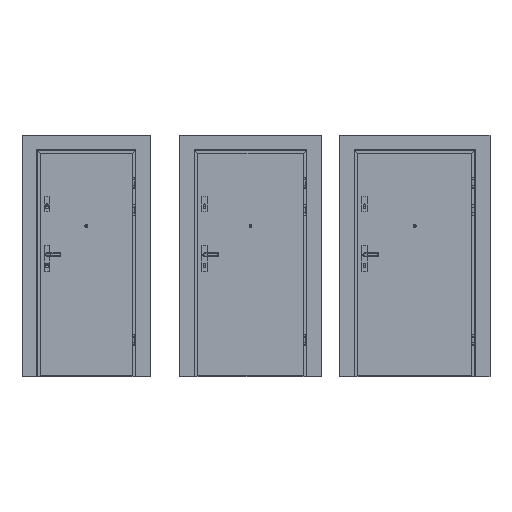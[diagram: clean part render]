
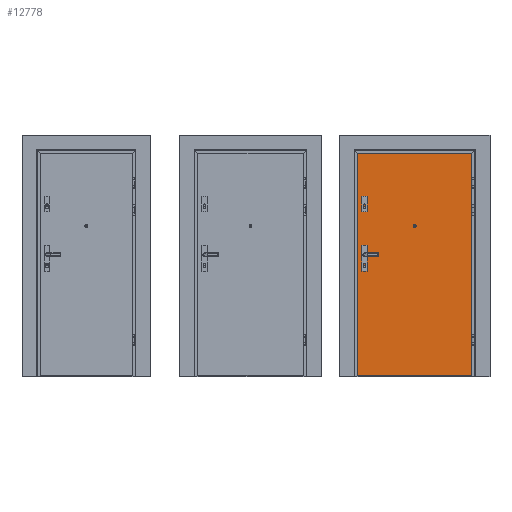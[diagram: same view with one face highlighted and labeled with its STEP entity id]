
A CAD part, front view. The second image highlights one B-rep face of the part: STEP entity #12778.
In plain terms, the highlighted planar face has unit normal (0, -1, 0).
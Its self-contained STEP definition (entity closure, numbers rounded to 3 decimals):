
#5561=FACE_BOUND('',#22638,.T.);
#5562=FACE_BOUND('',#22639,.T.);
#7717=CIRCLE('',#73061,13.);
#12778=ADVANCED_FACE('',(#5561,#5562),#14795,.T.);
#14795=PLANE('',#73062);
#22638=EDGE_LOOP('',(#39913,#39914,#39915,#39916));
#22639=EDGE_LOOP('',(#39917));
#39913=ORIENTED_EDGE('',*,*,#56208,.F.);
#39914=ORIENTED_EDGE('',*,*,#56209,.F.);
#39915=ORIENTED_EDGE('',*,*,#56210,.T.);
#39916=ORIENTED_EDGE('',*,*,#56211,.F.);
#39917=ORIENTED_EDGE('',*,*,#56212,.F.);
#47258=VERTEX_POINT('',#121810);
#47259=VERTEX_POINT('',#121811);
#47260=VERTEX_POINT('',#121813);
#47261=VERTEX_POINT('',#121815);
#47262=VERTEX_POINT('',#121818);
#56208=EDGE_CURVE('',#47258,#47259,#61904,.T.);
#56209=EDGE_CURVE('',#47260,#47258,#61905,.T.);
#56210=EDGE_CURVE('',#47260,#47261,#61906,.T.);
#56211=EDGE_CURVE('',#47259,#47261,#61907,.T.);
#56212=EDGE_CURVE('',#47262,#47262,#7717,.T.);
#61904=LINE('',#121809,#67376);
#61905=LINE('',#121812,#67377);
#61906=LINE('',#121814,#67378);
#61907=LINE('',#121816,#67379);
#67376=VECTOR('',#89135,1.);
#67377=VECTOR('',#89136,1.);
#67378=VECTOR('',#89137,1.);
#67379=VECTOR('',#89138,1.);
#73061=AXIS2_PLACEMENT_3D('',#121817,#89139,#89140);
#73062=AXIS2_PLACEMENT_3D('',#121819,#89141,#89142);
#89135=DIRECTION('',(-1.,0.,0.));
#89136=DIRECTION('',(0.,0.,-1.));
#89137=DIRECTION('',(-1.,0.,0.));
#89138=DIRECTION('',(0.,0.,1.));
#89139=DIRECTION('',(0.,-1.,0.));
#89140=DIRECTION('',(0.,0.,-1.));
#89141=DIRECTION('',(0.,-1.,0.));
#89142=DIRECTION('',(0.,0.,1.));
#121809=CARTESIAN_POINT('',(2553.,-50.,2.));
#121810=CARTESIAN_POINT('',(3522.,-50.,2.));
#121811=CARTESIAN_POINT('',(2478.,-50.,2.));
#121812=CARTESIAN_POINT('',(3522.,-50.,-15.));
#121813=CARTESIAN_POINT('',(3522.,-50.,2032.));
#121814=CARTESIAN_POINT('',(2553.,-50.,2032.));
#121815=CARTESIAN_POINT('',(2478.,-50.,2032.));
#121816=CARTESIAN_POINT('',(2478.,-50.,-15.));
#121817=CARTESIAN_POINT('',(3000.,-50.,1367.));
#121818=CARTESIAN_POINT('',(3000.,-50.,1354.));
#121819=CARTESIAN_POINT('',(2579.,-50.,-15.));
